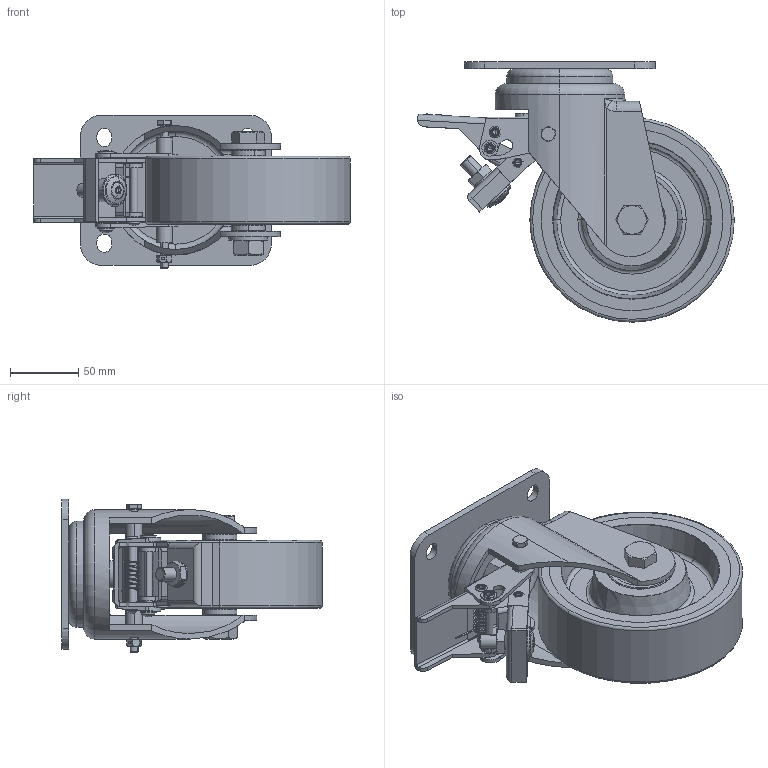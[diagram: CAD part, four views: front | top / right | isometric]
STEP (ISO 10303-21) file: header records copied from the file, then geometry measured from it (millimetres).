
FILE_DESCRIPTION (( 'STEP AP214' ), '1' );
FILE_NAME ('0012040.step', '2021-09-14T12:20:21', ( 'Windows-Benutzer' ), ( '' ), 'SwSTEP 2.0', 'SolidWorks 2020', '' );
FILE_SCHEMA (( 'AUTOMOTIVE_DESIGN' ));
Length unit declared in the file: millimetre
Products named in the file (1): 0012040
Bounding box: 232.29 x 191 x 112.5 mm (x, y, z)
Surface area: 286752.2 mm2 (no closed solid volume)
Topology: 0 solids, 36 shells, 697 faces, 1662 edges, 1041 vertices
Faces by surface type: plane 239, cylinder 234, cone 131, torus 85, bspline 7, sphere 1
Entity records: 33102 total; most frequent: CARTESIAN_POINT 8931, DIRECTION 3516, ORIENTED_EDGE 3264, EDGE_CURVE 1648, AXIS2_PLACEMENT_3D 1404, VERTEX_POINT 1041, EDGE_LOOP 813, UNCERTAINTY_MEASURE_WITH_UNIT 726
